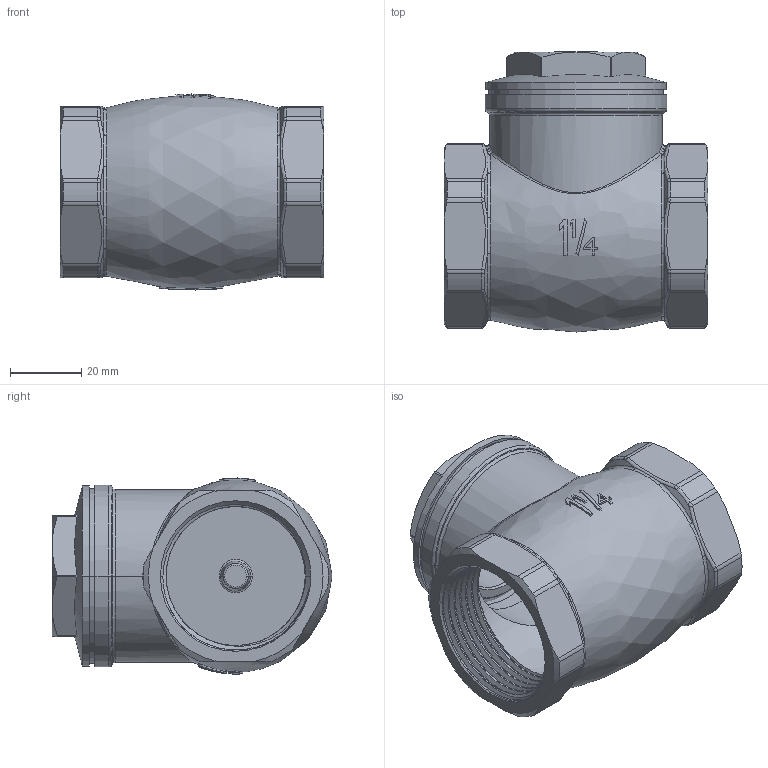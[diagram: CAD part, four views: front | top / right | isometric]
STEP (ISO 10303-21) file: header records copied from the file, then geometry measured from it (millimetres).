
FILE_DESCRIPTION(/* description */ ('Unknown'),/* implementation_level */ '2;1');
FILE_NAME(/* name */ '1052-07',/* time_stamp */ '2024-03-05T09:55:20+01:00',/* author */ ('Unknown'),/* organization */ ('Unknown'),/* preprocessor_version */ 'ST-DEVELOPER v19.4',/* originating_system */ 'Solid Edge',/* authorisation */ 'Unknown');
FILE_SCHEMA (('AUTOMOTIVE_DESIGN {1 0 10303 214 3 1 1}'));
Length unit declared in the file: millimetre
Products named in the file (9): 1052-07; F501-32-1; F501-32-4; F501-32-2; F501-32-3R_ASM; F501-32-3R; F501-32-5R; F501-32-6R; F501-15-7R
Assembly tree (8 placements, depth 3):
  1052-07
    F501-32-1
    F501-32-4
    F501-32-2
    F501-32-3R_ASM
      F501-32-3R
      F501-32-5R
      F501-32-6R
      F501-15-7R
Bounding box: 74 x 78.5 x 54.97 mm (x, y, z)
Volume: 68076.6 mm3; surface area: 48035.1 mm2
Topology: 7 solids, 7 shells, 533 faces, 1327 edges, 832 vertices
Faces by surface type: plane 141, cylinder 128, bspline 120, torus 69, cone 69, sphere 6
Entity records: 25909 total; most frequent: CARTESIAN_POINT 14364, ORIENTED_EDGE 2650, DIRECTION 1916, EDGE_CURVE 1325, VERTEX_POINT 832, AXIS2_PLACEMENT_3D 786, B_SPLINE_CURVE_WITH_KNOTS 617, EDGE_LOOP 569
